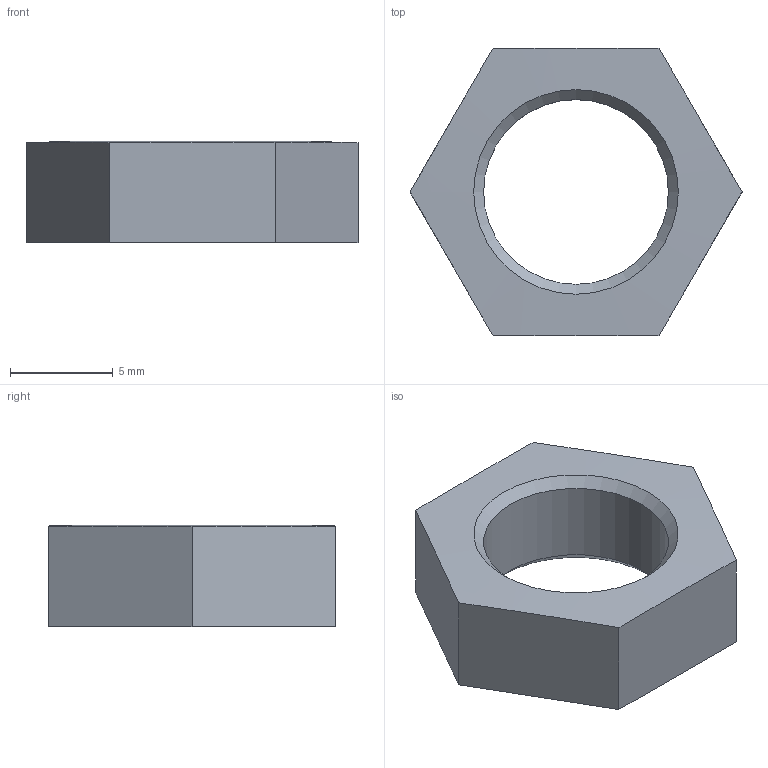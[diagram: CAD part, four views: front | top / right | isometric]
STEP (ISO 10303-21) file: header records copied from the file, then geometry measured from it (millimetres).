
FILE_DESCRIPTION(/* description */ ('Hemisphere Nut M10 x 1'),/* implementation_level */ '2;1');
FILE_NAME(/* name */ 'INT-207-01-006.stp',/* time_stamp */ '2022-08-06T22:30:06+05:00',/* author */ ('Дом'),/* organization */ (''),/* preprocessor_version */ 'ST-DEVELOPER v19',/* originating_system */ 'Autodesk Inventor 2023',/* authorisation */ '');
FILE_SCHEMA (('AUTOMOTIVE_DESIGN { 1 0 10303 214 3 1 1 }'));
Length unit declared in the file: millimetre
Products named in the file (1): INT-207-01-006
Bounding box: 16.17 x 14 x 4.96 mm (x, y, z)
Volume: 516 mm3; surface area: 574.1 mm2
Topology: 1 solids, 1 shells, 11 faces, 27 edges, 17 vertices
Faces by surface type: plane 7, cone 2, sphere 1, cylinder 1
Full cylindrical faces by diameter (mm): 9 x1
Entity records: 376 total; most frequent: DIRECTION 63, CARTESIAN_POINT 56, ORIENTED_EDGE 54, EDGE_CURVE 27, AXIS2_PLACEMENT_3D 24, VERTEX_POINT 17, LINE 15, VECTOR 15
